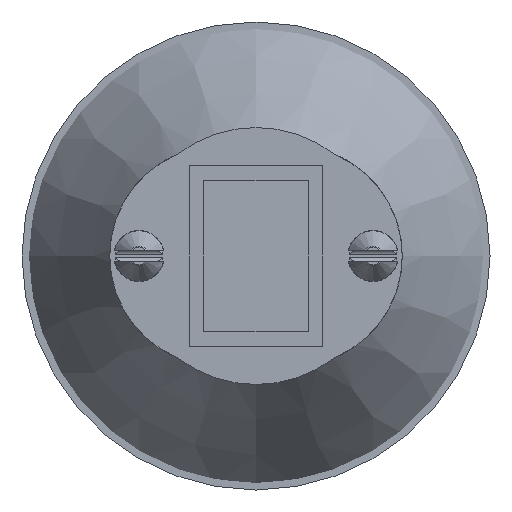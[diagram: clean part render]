
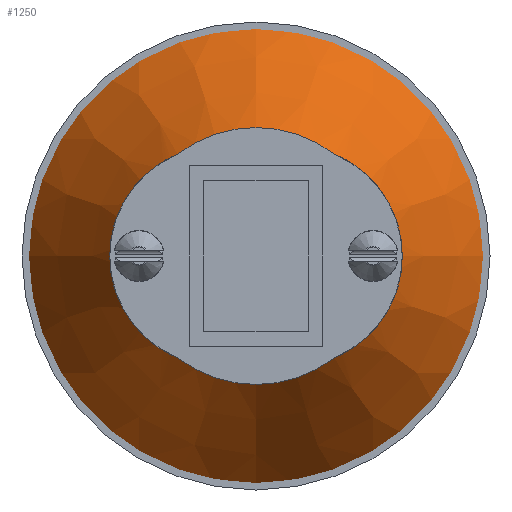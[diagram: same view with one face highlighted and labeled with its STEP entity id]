
A CAD part, front view. The second image highlights one B-rep face of the part: STEP entity #1250.
In plain terms, the highlighted conical face has half-angle 31.017 degrees and reference radius 20 mm.
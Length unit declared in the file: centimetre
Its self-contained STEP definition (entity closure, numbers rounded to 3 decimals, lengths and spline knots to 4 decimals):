
#23=FACE_BOUND($,#267,.T.);
#39=CONICAL_SURFACE($,#1355,2.,0.541);
#61=B_SPLINE_CURVE_WITH_KNOTS($,3,(#1963,#1964,#1965,#1966,#1967,#1968,
#1969,#1970),.UNSPECIFIED.,.F.,.F.,(4,2,2,4),(0.,0.0097,0.1242,
0.1267),.UNSPECIFIED.);
#66=B_SPLINE_CURVE_WITH_KNOTS($,3,(#2131,#2132,#2133,#2134,#2135,#2136,
#2137,#2138),.UNSPECIFIED.,.F.,.F.,(4,2,2,4),(-0.0027,0.,0.1248,
0.1668),.UNSPECIFIED.);
#69=B_SPLINE_CURVE_WITH_KNOTS($,3,(#2173,#2174,#2175,#2176),
 .UNSPECIFIED.,.F.,.F.,(4,4),(1.931,2.0056),
 .UNSPECIFIED.);
#70=B_SPLINE_CURVE_WITH_KNOTS($,3,(#2183,#2184,#2185,#2186),
 .UNSPECIFIED.,.F.,.F.,(4,4),(4.0932,4.1678),
 .UNSPECIFIED.);
#71=B_SPLINE_CURVE_WITH_KNOTS($,3,(#2368,#2369,#2370,#2371,#2372,#2373,
#2374,#2375),.UNSPECIFIED.,.F.,.F.,(4,2,2,4),(-0.0027,0.,0.1248,
0.1668),.UNSPECIFIED.);
#76=B_SPLINE_CURVE_WITH_KNOTS($,3,(#2645,#2646,#2647,#2648,#2649,#2650,
#2651,#2652),.UNSPECIFIED.,.F.,.F.,(4,2,2,4),(0.,0.0097,0.1242,
0.1267),.UNSPECIFIED.);
#79=B_SPLINE_CURVE_WITH_KNOTS($,3,(#2720,#2721,#2722,#2723,#2724,#2725),
 .UNSPECIFIED.,.F.,.F.,(4,2,4),(-2.1993,-2.1841,-2.1233),
 .UNSPECIFIED.);
#80=B_SPLINE_CURVE_WITH_KNOTS($,3,(#2727,#2728,#2729,#2730),
 .UNSPECIFIED.,.F.,.F.,(4,4),(-0.0757,0.),
 .UNSPECIFIED.);
#184=FACE_OUTER_BOUND($,#266,.T.);
#266=EDGE_LOOP($,(#944,#945,#946,#947,#948,#949,#950,#951,#952,#953,#954,
#955));
#267=EDGE_LOOP($,(#956));
#346=CIRCLE($,#1346,1.1321);
#351=CIRCLE($,#1354,1.1321);
#352=CIRCLE($,#1356,1.0981);
#353=CIRCLE($,#1357,1.0981);
#354=CIRCLE($,#1358,2.);
#560=VERTEX_POINT($,#1961);
#561=VERTEX_POINT($,#1962);
#566=VERTEX_POINT($,#2129);
#567=VERTEX_POINT($,#2130);
#568=VERTEX_POINT($,#2172);
#571=VERTEX_POINT($,#2181);
#572=VERTEX_POINT($,#2366);
#573=VERTEX_POINT($,#2367);
#578=VERTEX_POINT($,#2643);
#579=VERTEX_POINT($,#2644);
#580=VERTEX_POINT($,#2718);
#581=VERTEX_POINT($,#2726);
#582=VERTEX_POINT($,#2732);
#690=EDGE_CURVE($,#560,#561,#61,.F.);
#697=EDGE_CURVE($,#566,#567,#66,.F.);
#700=EDGE_CURVE($,#568,#561,#69,.T.);
#704=EDGE_CURVE($,#566,#571,#70,.T.);
#705=EDGE_CURVE($,#567,#560,#346,.T.);
#707=EDGE_CURVE($,#572,#573,#71,.F.);
#714=EDGE_CURVE($,#578,#579,#76,.F.);
#718=EDGE_CURVE($,#573,#578,#351,.T.);
#719=EDGE_CURVE($,#571,#580,#352,.T.);
#720=EDGE_CURVE($,#580,#579,#79,.T.);
#721=EDGE_CURVE($,#572,#581,#80,.T.);
#722=EDGE_CURVE($,#581,#568,#353,.T.);
#723=EDGE_CURVE($,#582,#582,#354,.T.);
#944=ORIENTED_EDGE($,*,*,#704,.T.);
#945=ORIENTED_EDGE($,*,*,#719,.T.);
#946=ORIENTED_EDGE($,*,*,#720,.T.);
#947=ORIENTED_EDGE($,*,*,#714,.F.);
#948=ORIENTED_EDGE($,*,*,#718,.F.);
#949=ORIENTED_EDGE($,*,*,#707,.F.);
#950=ORIENTED_EDGE($,*,*,#721,.T.);
#951=ORIENTED_EDGE($,*,*,#722,.T.);
#952=ORIENTED_EDGE($,*,*,#700,.T.);
#953=ORIENTED_EDGE($,*,*,#690,.F.);
#954=ORIENTED_EDGE($,*,*,#705,.F.);
#955=ORIENTED_EDGE($,*,*,#697,.F.);
#956=ORIENTED_EDGE($,*,*,#723,.T.);
#1250=ADVANCED_FACE($,(#184,#23),#39,.T.);
#1346=AXIS2_PLACEMENT_3D($,#2188,#1545,#1546);
#1354=AXIS2_PLACEMENT_3D($,#2716,#1561,#1562);
#1355=AXIS2_PLACEMENT_3D($,#2717,#1563,#1564);
#1356=AXIS2_PLACEMENT_3D($,#2719,#1565,#1566);
#1357=AXIS2_PLACEMENT_3D($,#2731,#1567,#1568);
#1358=AXIS2_PLACEMENT_3D($,#2733,#1569,#1570);
#1545=DIRECTION('center_axis',(0.,-1.,0.));
#1546=DIRECTION('ref_axis',(-1.,0.,0.));
#1561=DIRECTION('center_axis',(0.,-1.,0.));
#1562=DIRECTION('ref_axis',(1.,0.,0.));
#1563=DIRECTION('center_axis',(0.,1.,0.));
#1564=DIRECTION('ref_axis',(1.,0.,0.));
#1565=DIRECTION('center_axis',(0.,1.,0.));
#1566=DIRECTION('ref_axis',(1.,0.,0.));
#1567=DIRECTION('center_axis',(0.,1.,0.));
#1568=DIRECTION('ref_axis',(1.,0.,0.));
#1569=DIRECTION('center_axis',(0.,-1.,0.));
#1570=DIRECTION('ref_axis',(1.,0.,0.));
#1961=CARTESIAN_POINT('',(-12.8938,12.7565,-1.5047));
#1962=CARTESIAN_POINT('',(-12.7843,12.7297,-1.5904));
#1963=CARTESIAN_POINT('Ctrl Pts',(-12.7843,12.7297,-1.5904));
#1964=CARTESIAN_POINT('Ctrl Pts',(-12.7869,12.7309,-1.589));
#1965=CARTESIAN_POINT('Ctrl Pts',(-12.7896,12.732,-1.5876));
#1966=CARTESIAN_POINT('Ctrl Pts',(-12.8236,12.7456,-1.5683));
#1967=CARTESIAN_POINT('Ctrl Pts',(-12.8621,12.7516,-1.5356));
#1968=CARTESIAN_POINT('Ctrl Pts',(-12.8925,12.7563,-1.506));
#1969=CARTESIAN_POINT('Ctrl Pts',(-12.8931,12.7564,-1.5054));
#1970=CARTESIAN_POINT('Ctrl Pts',(-12.8938,12.7565,-1.5047));
#2129=CARTESIAN_POINT('',(-12.7843,12.7297,0.0904));
#2130=CARTESIAN_POINT('',(-12.8938,12.7565,0.0047));
#2131=CARTESIAN_POINT('Ctrl Pts',(-12.8938,12.7565,0.0047));
#2132=CARTESIAN_POINT('Ctrl Pts',(-12.8931,12.7564,0.0054));
#2133=CARTESIAN_POINT('Ctrl Pts',(-12.8925,12.7563,0.006));
#2134=CARTESIAN_POINT('Ctrl Pts',(-12.8622,12.7516,0.0354));
#2135=CARTESIAN_POINT('Ctrl Pts',(-12.8329,12.7463,0.0597));
#2136=CARTESIAN_POINT('Ctrl Pts',(-12.8009,12.7365,0.0811));
#2137=CARTESIAN_POINT('Ctrl Pts',(-12.7926,12.7335,0.0861));
#2138=CARTESIAN_POINT('Ctrl Pts',(-12.7843,12.7297,0.0904));
#2172=CARTESIAN_POINT('',(-12.72,12.7,-1.62));
#2173=CARTESIAN_POINT('Ctrl Pts',(-12.72,12.7,-1.62));
#2174=CARTESIAN_POINT('Ctrl Pts',(-12.7418,12.7102,-1.6109));
#2175=CARTESIAN_POINT('Ctrl Pts',(-12.7633,12.7201,-1.601));
#2176=CARTESIAN_POINT('Ctrl Pts',(-12.7843,12.7297,-1.5904));
#2181=CARTESIAN_POINT('',(-12.72,12.7,0.12));
#2183=CARTESIAN_POINT('Ctrl Pts',(-12.7843,12.7297,0.0904));
#2184=CARTESIAN_POINT('Ctrl Pts',(-12.7633,12.7201,0.101));
#2185=CARTESIAN_POINT('Ctrl Pts',(-12.7418,12.7102,0.1109));
#2186=CARTESIAN_POINT('Ctrl Pts',(-12.72,12.7,0.12));
#2188=CARTESIAN_POINT('Origin',(-12.05,12.7565,-0.75));
#2366=CARTESIAN_POINT('',(-11.3157,12.7297,-1.5904));
#2367=CARTESIAN_POINT('',(-11.2062,12.7565,-1.5047));
#2368=CARTESIAN_POINT('Ctrl Pts',(-11.2062,12.7565,-1.5047));
#2369=CARTESIAN_POINT('Ctrl Pts',(-11.2069,12.7564,-1.5054));
#2370=CARTESIAN_POINT('Ctrl Pts',(-11.2075,12.7563,-1.506));
#2371=CARTESIAN_POINT('Ctrl Pts',(-11.2378,12.7516,-1.5354));
#2372=CARTESIAN_POINT('Ctrl Pts',(-11.2671,12.7463,-1.5597));
#2373=CARTESIAN_POINT('Ctrl Pts',(-11.2991,12.7365,-1.5811));
#2374=CARTESIAN_POINT('Ctrl Pts',(-11.3074,12.7335,-1.5861));
#2375=CARTESIAN_POINT('Ctrl Pts',(-11.3157,12.7297,-1.5904));
#2643=CARTESIAN_POINT('',(-11.2062,12.7565,0.0047));
#2644=CARTESIAN_POINT('',(-11.3157,12.7297,0.0904));
#2645=CARTESIAN_POINT('Ctrl Pts',(-11.3157,12.7297,0.0904));
#2646=CARTESIAN_POINT('Ctrl Pts',(-11.3131,12.7309,0.089));
#2647=CARTESIAN_POINT('Ctrl Pts',(-11.3104,12.732,0.0876));
#2648=CARTESIAN_POINT('Ctrl Pts',(-11.2764,12.7456,0.0683));
#2649=CARTESIAN_POINT('Ctrl Pts',(-11.2379,12.7516,0.0356));
#2650=CARTESIAN_POINT('Ctrl Pts',(-11.2075,12.7563,0.006));
#2651=CARTESIAN_POINT('Ctrl Pts',(-11.2069,12.7564,0.0054));
#2652=CARTESIAN_POINT('Ctrl Pts',(-11.2062,12.7565,0.0047));
#2716=CARTESIAN_POINT('Origin',(-12.05,12.7565,-0.75));
#2717=CARTESIAN_POINT('Origin',(-12.05,14.2,-0.75));
#2718=CARTESIAN_POINT('',(-11.38,12.7,0.12));
#2719=CARTESIAN_POINT('Origin',(-12.05,12.7,-0.75));
#2720=CARTESIAN_POINT('Ctrl Pts',(-11.38,12.7,0.12));
#2721=CARTESIAN_POINT('Ctrl Pts',(-11.3757,12.702,0.1182));
#2722=CARTESIAN_POINT('Ctrl Pts',(-11.3714,12.704,0.1164));
#2723=CARTESIAN_POINT('Ctrl Pts',(-11.3501,12.7139,0.1071));
#2724=CARTESIAN_POINT('Ctrl Pts',(-11.3329,12.7218,0.099));
#2725=CARTESIAN_POINT('Ctrl Pts',(-11.3157,12.7297,0.0904));
#2726=CARTESIAN_POINT('',(-11.38,12.7,-1.62));
#2727=CARTESIAN_POINT('Ctrl Pts',(-11.3157,12.7297,-1.5904));
#2728=CARTESIAN_POINT('Ctrl Pts',(-11.3371,12.7199,-1.6012));
#2729=CARTESIAN_POINT('Ctrl Pts',(-11.3586,12.71,-1.6111));
#2730=CARTESIAN_POINT('Ctrl Pts',(-11.38,12.7,-1.62));
#2731=CARTESIAN_POINT('Origin',(-12.05,12.7,-0.75));
#2732=CARTESIAN_POINT('',(-10.05,14.2,-0.75));
#2733=CARTESIAN_POINT('Origin',(-12.05,14.2,-0.75));
